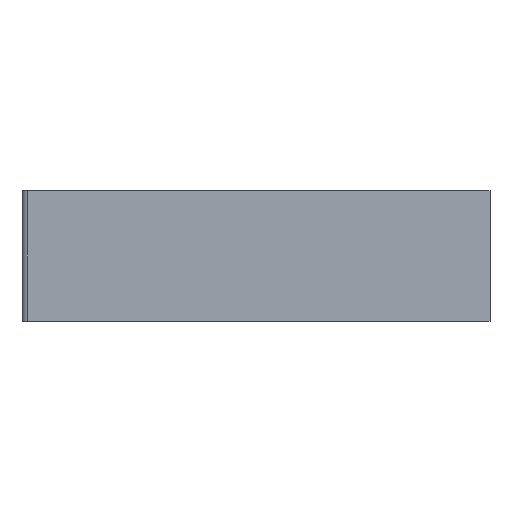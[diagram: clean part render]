
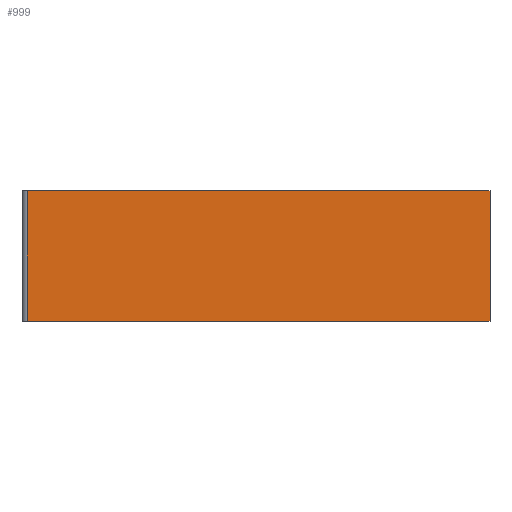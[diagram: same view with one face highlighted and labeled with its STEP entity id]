
A CAD part, left-side view. The second image highlights one B-rep face of the part: STEP entity #999.
In plain terms, the highlighted planar face has unit normal (-1, 0, 0).
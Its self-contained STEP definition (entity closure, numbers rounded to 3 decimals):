
#39 = CARTESIAN_POINT ( 'NONE',  ( -32., -34.38, 0. ) ) ;
#40 = EDGE_LOOP ( 'NONE', ( #2329, #1501, #1202, #1153 ) ) ;
#208 = EDGE_CURVE ( 'NONE', #1579, #2120, #1917, .T. ) ;
#244 = EDGE_CURVE ( 'NONE', #1590, #2120, #2084, .T. ) ;
#326 = CARTESIAN_POINT ( 'NONE',  ( -32., 30., -18. ) ) ;
#447 = LINE ( 'NONE', #1631, #2142 ) ;
#453 = CARTESIAN_POINT ( 'NONE',  ( -32., 29.25, 0. ) ) ;
#605 = VECTOR ( 'NONE', #2073, 1000. ) ;
#865 = CARTESIAN_POINT ( 'NONE',  ( -32., 29.25, -18. ) ) ;
#924 = DIRECTION ( 'NONE',  ( 0., -1., 0. ) ) ;
#994 = VECTOR ( 'NONE', #924, 1000. ) ;
#999 = ADVANCED_FACE ( 'NONE', ( #1355 ), #1547, .T. ) ;
#1065 = CARTESIAN_POINT ( 'NONE',  ( -32., -34.38, -18. ) ) ;
#1103 = LINE ( 'NONE', #1508, #2021 ) ;
#1153 = ORIENTED_EDGE ( 'NONE', *, *, #208, .F. ) ;
#1164 = DIRECTION ( 'NONE',  ( 0., -1., 0. ) ) ;
#1166 = VERTEX_POINT ( 'NONE', #453 ) ;
#1202 = ORIENTED_EDGE ( 'NONE', *, *, #244, .T. ) ;
#1306 = EDGE_CURVE ( 'NONE', #1166, #1579, #1103, .T. ) ;
#1355 = FACE_OUTER_BOUND ( 'NONE', #40, .T. ) ;
#1386 = CARTESIAN_POINT ( 'NONE',  ( -32., 30., -18. ) ) ;
#1391 = DIRECTION ( 'NONE',  ( 0., 0., -1. ) ) ;
#1501 = ORIENTED_EDGE ( 'NONE', *, *, #1982, .T. ) ;
#1508 = CARTESIAN_POINT ( 'NONE',  ( -32., 30., 0. ) ) ;
#1547 = PLANE ( 'NONE',  #1837 ) ;
#1579 = VERTEX_POINT ( 'NONE', #39 ) ;
#1590 = VERTEX_POINT ( 'NONE', #865 ) ;
#1631 = CARTESIAN_POINT ( 'NONE',  ( -32., 29.25, -18. ) ) ;
#1752 = CARTESIAN_POINT ( 'NONE',  ( -32., -34.38, 0. ) ) ;
#1837 = AXIS2_PLACEMENT_3D ( 'NONE', #1386, #2175, #1960 ) ;
#1917 = LINE ( 'NONE', #1752, #605 ) ;
#1960 = DIRECTION ( 'NONE',  ( 0., -1., 0. ) ) ;
#1982 = EDGE_CURVE ( 'NONE', #1166, #1590, #447, .T. ) ;
#2021 = VECTOR ( 'NONE', #1164, 1000. ) ;
#2073 = DIRECTION ( 'NONE',  ( 0., 0., -1. ) ) ;
#2084 = LINE ( 'NONE', #326, #994 ) ;
#2120 = VERTEX_POINT ( 'NONE', #1065 ) ;
#2142 = VECTOR ( 'NONE', #1391, 1000. ) ;
#2175 = DIRECTION ( 'NONE',  ( -1., 0., 0. ) ) ;
#2329 = ORIENTED_EDGE ( 'NONE', *, *, #1306, .F. ) ;
